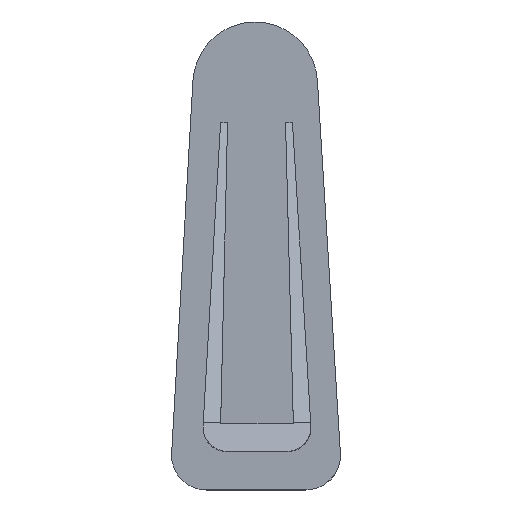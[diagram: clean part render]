
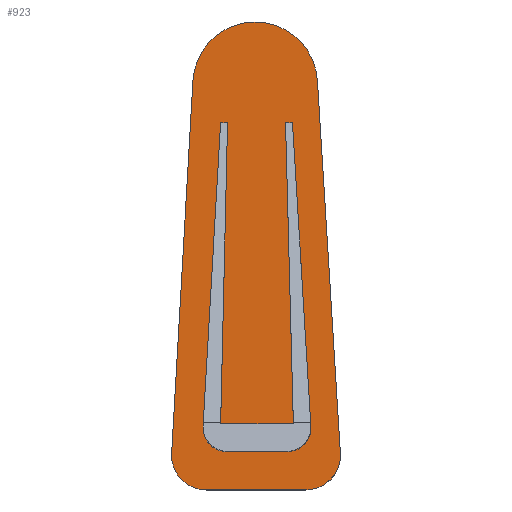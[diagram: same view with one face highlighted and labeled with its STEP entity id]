
A CAD part, top view. The second image highlights one B-rep face of the part: STEP entity #923.
In plain terms, the highlighted planar face has unit normal (0, 0, 1).
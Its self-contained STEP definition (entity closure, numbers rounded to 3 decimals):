
#2 = CARTESIAN_POINT ( 'NONE',  ( 0., 1.9, 1. ) ) ;
#5 = CARTESIAN_POINT ( 'NONE',  ( 0.972, 1.84, 1. ) ) ;
#7 = CARTESIAN_POINT ( 'NONE',  ( 1.063, 0., 1. ) ) ;
#11 = CARTESIAN_POINT ( 'NONE',  ( 2.477, 11.711, 1. ) ) ;
#17 = CIRCLE ( 'NONE', #486, 0.7 ) ;
#18 = CARTESIAN_POINT ( 'NONE',  ( 4.181, 0.254, 1. ) ) ;
#21 = AXIS2_PLACEMENT_3D ( 'NONE', #60, #52, #45 ) ;
#25 = EDGE_CURVE ( 'NONE', #448, #283, #133, .T. ) ;
#30 = CIRCLE ( 'NONE', #162, 1. ) ;
#33 = EDGE_CURVE ( 'NONE', #376, #661, #562, .T. ) ;
#34 = VECTOR ( 'NONE', #383, 1000. ) ;
#36 = LINE ( 'NONE', #965, #73 ) ;
#40 = LINE ( 'NONE', #18, #167 ) ;
#45 = DIRECTION ( 'NONE',  ( 1., 0., 0. ) ) ;
#48 = CIRCLE ( 'NONE', #693, 1. ) ;
#52 = DIRECTION ( 'NONE',  ( 0., 0., 1. ) ) ;
#53 = CARTESIAN_POINT ( 'NONE',  ( 0.68, 11.814, 1. ) ) ;
#60 = CARTESIAN_POINT ( 'NONE',  ( 3.939, 1., 1. ) ) ;
#67 = EDGE_CURVE ( 'NONE', #376, #207, #818, .T. ) ;
#70 = LINE ( 'NONE', #731, #827 ) ;
#73 = VECTOR ( 'NONE', #879, 1000. ) ;
#91 = VECTOR ( 'NONE', #680, 1000. ) ;
#92 = LINE ( 'NONE', #221, #91 ) ;
#109 = EDGE_CURVE ( 'NONE', #305, #367, #48, .T. ) ;
#112 = VECTOR ( 'NONE', #669, 1000. ) ;
#118 = CARTESIAN_POINT ( 'NONE',  ( 1.435, -0.033, 1. ) ) ;
#124 = LINE ( 'NONE', #460, #112 ) ;
#127 = EDGE_CURVE ( 'NONE', #496, #559, #36, .T. ) ;
#132 = DIRECTION ( 'NONE',  ( 0., 0., 1. ) ) ;
#133 = LINE ( 'NONE', #2, #135 ) ;
#135 = VECTOR ( 'NONE', #457, 1000. ) ;
#141 = EDGE_CURVE ( 'NONE', #291, #496, #70, .T. ) ;
#143 = CARTESIAN_POINT ( 'NONE',  ( 0.064, 1.057, 1. ) ) ;
#156 = CIRCLE ( 'NONE', #791, 0.7 ) ;
#161 = DIRECTION ( 'NONE',  ( 1., 0., 0. ) ) ;
#162 = AXIS2_PLACEMENT_3D ( 'NONE', #715, #263, #794 ) ;
#167 = VECTOR ( 'NONE', #338, 1000. ) ;
#169 = VERTEX_POINT ( 'NONE', #589 ) ;
#181 = EDGE_CURVE ( 'NONE', #597, #169, #922, .T. ) ;
#185 = CARTESIAN_POINT ( 'NONE',  ( 1.68, 10.6, 1. ) ) ;
#202 = VECTOR ( 'NONE', #353, 1000. ) ;
#204 = CARTESIAN_POINT ( 'NONE',  ( 3.386, 1.8, 1. ) ) ;
#207 = VERTEX_POINT ( 'NONE', #830 ) ;
#221 = CARTESIAN_POINT ( 'NONE',  ( 0.004, 0., 1. ) ) ;
#242 = EDGE_CURVE ( 'NONE', #283, #597, #124, .T. ) ;
#250 = VERTEX_POINT ( 'NONE', #143 ) ;
#257 = ORIENTED_EDGE ( 'NONE', *, *, #960, .F. ) ;
#263 = DIRECTION ( 'NONE',  ( 0., 0., 1. ) ) ;
#266 = EDGE_CURVE ( 'NONE', #250, #661, #92, .T. ) ;
#270 = EDGE_LOOP ( 'NONE', ( #754, #682, #651, #634, #815, #673, #711 ) ) ;
#271 = CARTESIAN_POINT ( 'NONE',  ( 0., 1.1, 1. ) ) ;
#283 = VERTEX_POINT ( 'NONE', #539 ) ;
#284 = DIRECTION ( 'NONE',  ( 1., 0., 0. ) ) ;
#285 = DIRECTION ( 'NONE',  ( 1., 0., 0. ) ) ;
#287 = FACE_OUTER_BOUND ( 'NONE', #270, .T. ) ;
#291 = VERTEX_POINT ( 'NONE', #5 ) ;
#305 = VERTEX_POINT ( 'NONE', #546 ) ;
#308 = ORIENTED_EDGE ( 'NONE', *, *, #351, .T. ) ;
#329 = ORIENTED_EDGE ( 'NONE', *, *, #855, .F. ) ;
#331 = ORIENTED_EDGE ( 'NONE', *, *, #127, .T. ) ;
#338 = DIRECTION ( 'NONE',  ( 0.061, -0.998, 0. ) ) ;
#340 = CARTESIAN_POINT ( 'NONE',  ( 0.971, 1.8, 1. ) ) ;
#346 = CARTESIAN_POINT ( 'NONE',  ( 3.353, 10.6, 1. ) ) ;
#349 = ORIENTED_EDGE ( 'NONE', *, *, #141, .T. ) ;
#351 = EDGE_CURVE ( 'NONE', #548, #633, #924, .T. ) ;
#353 = DIRECTION ( 'NONE',  ( -1., 0., 0. ) ) ;
#354 = EDGE_CURVE ( 'NONE', #674, #207, #484, .T. ) ;
#359 = FACE_BOUND ( 'NONE', #386, .T. ) ;
#367 = VERTEX_POINT ( 'NONE', #7 ) ;
#371 = EDGE_CURVE ( 'NONE', #559, #448, #854, .T. ) ;
#376 = VERTEX_POINT ( 'NONE', #901 ) ;
#378 = DIRECTION ( 'NONE',  ( 0., 0., 1. ) ) ;
#383 = DIRECTION ( 'NONE',  ( 0.062, -0.998, 0. ) ) ;
#386 = EDGE_LOOP ( 'NONE', ( #415, #308, #329, #257, #349, #331, #726, #639, #696, #706, #751 ) ) ;
#410 = DIRECTION ( 'NONE',  ( 0., 0., 1. ) ) ;
#415 = ORIENTED_EDGE ( 'NONE', *, *, #760, .F. ) ;
#423 = CARTESIAN_POINT ( 'NONE',  ( 3.386, 1.1, 1. ) ) ;
#445 = DIRECTION ( 'NONE',  ( -1., 0., 0. ) ) ;
#448 = VERTEX_POINT ( 'NONE', #511 ) ;
#451 = EDGE_CURVE ( 'NONE', #169, #514, #40, .T. ) ;
#457 = DIRECTION ( 'NONE',  ( 1., 0., 0. ) ) ;
#460 = CARTESIAN_POINT ( 'NONE',  ( 3.627, 0.094, 1. ) ) ;
#461 = AXIS2_PLACEMENT_3D ( 'NONE', #601, #132, #667 ) ;
#462 = CARTESIAN_POINT ( 'NONE',  ( 4.984, 0.307, 1. ) ) ;
#471 = VECTOR ( 'NONE', #905, 1000. ) ;
#484 = CIRCLE ( 'NONE', #21, 1. ) ;
#486 = AXIS2_PLACEMENT_3D ( 'NONE', #204, #735, #285 ) ;
#491 = VERTEX_POINT ( 'NONE', #340 ) ;
#496 = VERTEX_POINT ( 'NONE', #859 ) ;
#500 = AXIS2_PLACEMENT_3D ( 'NONE', #11, #378, #610 ) ;
#504 = CARTESIAN_POINT ( 'NONE',  ( 4.085, 1.842, 1. ) ) ;
#511 = CARTESIAN_POINT ( 'NONE',  ( 1.48, 1.9, 1. ) ) ;
#514 = VERTEX_POINT ( 'NONE', #504 ) ;
#518 = EDGE_CURVE ( 'NONE', #250, #305, #30, .T. ) ;
#539 = CARTESIAN_POINT ( 'NONE',  ( 3.58, 1.9, 1. ) ) ;
#546 = CARTESIAN_POINT ( 'NONE',  ( 0.063, 1., 1. ) ) ;
#548 = VERTEX_POINT ( 'NONE', #423 ) ;
#552 = LINE ( 'NONE', #584, #202 ) ;
#559 = VERTEX_POINT ( 'NONE', #185 ) ;
#562 = CIRCLE ( 'NONE', #500, 1.8 ) ;
#577 = VECTOR ( 'NONE', #445, 1000. ) ;
#584 = CARTESIAN_POINT ( 'NONE',  ( 0., 0., 1. ) ) ;
#589 = CARTESIAN_POINT ( 'NONE',  ( 3.553, 10.6, 1. ) ) ;
#597 = VERTEX_POINT ( 'NONE', #346 ) ;
#601 = CARTESIAN_POINT ( 'NONE',  ( 1.671, 1.8, 1. ) ) ;
#610 = DIRECTION ( 'NONE',  ( 1., 0., 0. ) ) ;
#624 = PLANE ( 'NONE',  #890 ) ;
#633 = VERTEX_POINT ( 'NONE', #720 ) ;
#634 = ORIENTED_EDGE ( 'NONE', *, *, #518, .T. ) ;
#639 = ORIENTED_EDGE ( 'NONE', *, *, #25, .T. ) ;
#645 = EDGE_CURVE ( 'NONE', #674, #367, #552, .T. ) ;
#651 = ORIENTED_EDGE ( 'NONE', *, *, #266, .F. ) ;
#657 = DIRECTION ( 'NONE',  ( 0.058, 0.998, 0. ) ) ;
#661 = VERTEX_POINT ( 'NONE', #53 ) ;
#667 = DIRECTION ( 'NONE',  ( 1., 0., 0. ) ) ;
#669 = DIRECTION ( 'NONE',  ( -0.026, 1., 0. ) ) ;
#673 = ORIENTED_EDGE ( 'NONE', *, *, #645, .F. ) ;
#674 = VERTEX_POINT ( 'NONE', #804 ) ;
#680 = DIRECTION ( 'NONE',  ( 0.057, 0.998, 0. ) ) ;
#682 = ORIENTED_EDGE ( 'NONE', *, *, #33, .T. ) ;
#693 = AXIS2_PLACEMENT_3D ( 'NONE', #962, #948, #957 ) ;
#696 = ORIENTED_EDGE ( 'NONE', *, *, #242, .T. ) ;
#706 = ORIENTED_EDGE ( 'NONE', *, *, #181, .T. ) ;
#711 = ORIENTED_EDGE ( 'NONE', *, *, #354, .T. ) ;
#712 = CIRCLE ( 'NONE', #461, 0.7 ) ;
#715 = CARTESIAN_POINT ( 'NONE',  ( 1.063, 1., 1. ) ) ;
#720 = CARTESIAN_POINT ( 'NONE',  ( 1.671, 1.1, 1. ) ) ;
#726 = ORIENTED_EDGE ( 'NONE', *, *, #371, .T. ) ;
#731 = CARTESIAN_POINT ( 'NONE',  ( 0.863, -0.05, 1. ) ) ;
#734 = CARTESIAN_POINT ( 'NONE',  ( 0., 10.6, 1. ) ) ;
#735 = DIRECTION ( 'NONE',  ( 0., 0., 1. ) ) ;
#751 = ORIENTED_EDGE ( 'NONE', *, *, #451, .T. ) ;
#754 = ORIENTED_EDGE ( 'NONE', *, *, #67, .F. ) ;
#760 = EDGE_CURVE ( 'NONE', #548, #514, #17, .T. ) ;
#791 = AXIS2_PLACEMENT_3D ( 'NONE', #852, #410, #930 ) ;
#793 = VECTOR ( 'NONE', #284, 1000. ) ;
#794 = DIRECTION ( 'NONE',  ( 1., 0., 0. ) ) ;
#804 = CARTESIAN_POINT ( 'NONE',  ( 3.939, 0., 1. ) ) ;
#815 = ORIENTED_EDGE ( 'NONE', *, *, #109, .T. ) ;
#818 = LINE ( 'NONE', #462, #34 ) ;
#827 = VECTOR ( 'NONE', #657, 1000. ) ;
#830 = CARTESIAN_POINT ( 'NONE',  ( 4.937, 1.062, 1. ) ) ;
#837 = CARTESIAN_POINT ( 'NONE',  ( 0., 0., 1. ) ) ;
#852 = CARTESIAN_POINT ( 'NONE',  ( 1.671, 1.8, 1. ) ) ;
#854 = LINE ( 'NONE', #118, #471 ) ;
#855 = EDGE_CURVE ( 'NONE', #491, #633, #712, .T. ) ;
#859 = CARTESIAN_POINT ( 'NONE',  ( 1.48, 10.6, 1. ) ) ;
#879 = DIRECTION ( 'NONE',  ( 1., 0., 0. ) ) ;
#890 = AXIS2_PLACEMENT_3D ( 'NONE', #837, #909, #161 ) ;
#901 = CARTESIAN_POINT ( 'NONE',  ( 4.274, 11.822, 1. ) ) ;
#905 = DIRECTION ( 'NONE',  ( -0.023, -1., 0. ) ) ;
#909 = DIRECTION ( 'NONE',  ( 0., 0., 1. ) ) ;
#922 = LINE ( 'NONE', #734, #793 ) ;
#923 = ADVANCED_FACE ( 'NONE', ( #359, #287 ), #624, .T. ) ;
#924 = LINE ( 'NONE', #271, #577 ) ;
#930 = DIRECTION ( 'NONE',  ( 1., 0., 0. ) ) ;
#948 = DIRECTION ( 'NONE',  ( 0., 0., 1. ) ) ;
#957 = DIRECTION ( 'NONE',  ( 1., 0., 0. ) ) ;
#960 = EDGE_CURVE ( 'NONE', #291, #491, #156, .T. ) ;
#962 = CARTESIAN_POINT ( 'NONE',  ( 1.063, 1., 1. ) ) ;
#965 = CARTESIAN_POINT ( 'NONE',  ( 0., 10.6, 1. ) ) ;
